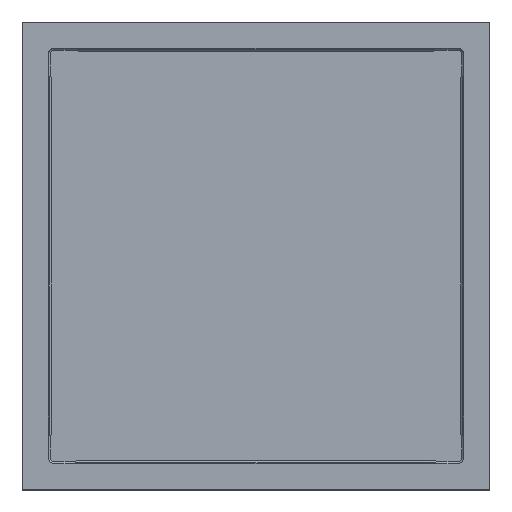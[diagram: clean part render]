
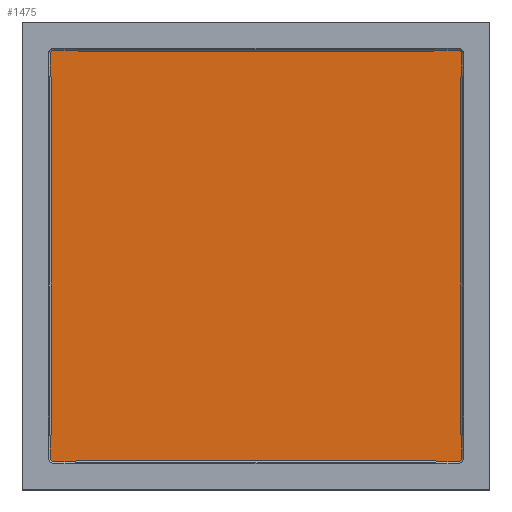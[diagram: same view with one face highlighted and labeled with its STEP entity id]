
A CAD part, top view. The second image highlights one B-rep face of the part: STEP entity #1475.
In plain terms, the highlighted planar face has unit normal (0, 0, 1).
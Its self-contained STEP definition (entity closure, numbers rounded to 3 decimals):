
#925 = VERTEX_POINT('',#926);
#926 = CARTESIAN_POINT('',(-51.8,-52.8,-15.5));
#931 = EDGE_CURVE('',#932,#925,#934,.T.);
#932 = VERTEX_POINT('',#933);
#933 = CARTESIAN_POINT('',(-52.8,-51.8,-15.5));
#934 = CIRCLE('',#935,1.);
#935 = AXIS2_PLACEMENT_3D('',#936,#937,#938);
#936 = CARTESIAN_POINT('',(-51.8,-51.8,-15.5));
#937 = DIRECTION('',(0.,0.,1.));
#938 = DIRECTION('',(1.,0.,0.));
#955 = VERTEX_POINT('',#956);
#956 = CARTESIAN_POINT('',(-49.,-52.8,-15.5));
#961 = EDGE_CURVE('',#955,#925,#962,.T.);
#962 = LINE('',#963,#964);
#963 = CARTESIAN_POINT('',(-49.,-52.8,-15.5));
#964 = VECTOR('',#965,1.);
#965 = DIRECTION('',(-1.,0.,0.));
#978 = VERTEX_POINT('',#979);
#979 = CARTESIAN_POINT('',(-45.,-52.55,-15.5));
#984 = EDGE_CURVE('',#955,#978,#985,.T.);
#985 = LINE('',#986,#987);
#986 = CARTESIAN_POINT('',(-49.,-52.8,-15.5));
#987 = VECTOR('',#988,1.);
#988 = DIRECTION('',(0.998,0.062,0.));
#1001 = VERTEX_POINT('',#1002);
#1002 = CARTESIAN_POINT('',(45.,-52.55,-15.5));
#1007 = EDGE_CURVE('',#1001,#978,#1008,.T.);
#1008 = LINE('',#1009,#1010);
#1009 = CARTESIAN_POINT('',(45.,-52.55,-15.5));
#1010 = VECTOR('',#1011,1.);
#1011 = DIRECTION('',(-1.,0.,0.));
#1024 = VERTEX_POINT('',#1025);
#1025 = CARTESIAN_POINT('',(49.,-52.8,-15.5));
#1030 = EDGE_CURVE('',#1024,#1001,#1031,.T.);
#1031 = LINE('',#1032,#1033);
#1032 = CARTESIAN_POINT('',(49.,-52.8,-15.5));
#1033 = VECTOR('',#1034,1.);
#1034 = DIRECTION('',(-0.998,0.062,0.));
#1047 = VERTEX_POINT('',#1048);
#1048 = CARTESIAN_POINT('',(51.8,-52.8,-15.5));
#1053 = EDGE_CURVE('',#1047,#1024,#1054,.T.);
#1054 = LINE('',#1055,#1056);
#1055 = CARTESIAN_POINT('',(51.8,-52.8,-15.5));
#1056 = VECTOR('',#1057,1.);
#1057 = DIRECTION('',(-1.,0.,0.));
#1070 = VERTEX_POINT('',#1071);
#1071 = CARTESIAN_POINT('',(52.8,-51.8,-15.5));
#1076 = EDGE_CURVE('',#1047,#1070,#1077,.T.);
#1077 = CIRCLE('',#1078,1.);
#1078 = AXIS2_PLACEMENT_3D('',#1079,#1080,#1081);
#1079 = CARTESIAN_POINT('',(51.8,-51.8,-15.5));
#1080 = DIRECTION('',(0.,0.,1.));
#1081 = DIRECTION('',(1.,0.,0.));
#1094 = VERTEX_POINT('',#1095);
#1095 = CARTESIAN_POINT('',(52.8,-49.,-15.5));
#1100 = EDGE_CURVE('',#1094,#1070,#1101,.T.);
#1101 = LINE('',#1102,#1103);
#1102 = CARTESIAN_POINT('',(52.8,-49.,-15.5));
#1103 = VECTOR('',#1104,1.);
#1104 = DIRECTION('',(0.,-1.,0.));
#1117 = VERTEX_POINT('',#1118);
#1118 = CARTESIAN_POINT('',(52.55,-45.,-15.5));
#1123 = EDGE_CURVE('',#1117,#1094,#1124,.T.);
#1124 = LINE('',#1125,#1126);
#1125 = CARTESIAN_POINT('',(52.55,-45.,-15.5));
#1126 = VECTOR('',#1127,1.);
#1127 = DIRECTION('',(0.062,-0.998,0.));
#1140 = VERTEX_POINT('',#1141);
#1141 = CARTESIAN_POINT('',(52.55,45.,-15.5));
#1146 = EDGE_CURVE('',#1140,#1117,#1147,.T.);
#1147 = LINE('',#1148,#1149);
#1148 = CARTESIAN_POINT('',(52.55,45.,-15.5));
#1149 = VECTOR('',#1150,1.);
#1150 = DIRECTION('',(0.,-1.,0.));
#1163 = VERTEX_POINT('',#1164);
#1164 = CARTESIAN_POINT('',(52.8,49.,-15.5));
#1169 = EDGE_CURVE('',#1163,#1140,#1170,.T.);
#1170 = LINE('',#1171,#1172);
#1171 = CARTESIAN_POINT('',(52.8,49.,-15.5));
#1172 = VECTOR('',#1173,1.);
#1173 = DIRECTION('',(-0.062,-0.998,0.));
#1186 = VERTEX_POINT('',#1187);
#1187 = CARTESIAN_POINT('',(52.8,51.8,-15.5));
#1192 = EDGE_CURVE('',#1186,#1163,#1193,.T.);
#1193 = LINE('',#1194,#1195);
#1194 = CARTESIAN_POINT('',(52.8,51.8,-15.5));
#1195 = VECTOR('',#1196,1.);
#1196 = DIRECTION('',(0.,-1.,0.));
#1209 = VERTEX_POINT('',#1210);
#1210 = CARTESIAN_POINT('',(51.8,52.8,-15.5));
#1215 = EDGE_CURVE('',#1186,#1209,#1216,.T.);
#1216 = CIRCLE('',#1217,1.);
#1217 = AXIS2_PLACEMENT_3D('',#1218,#1219,#1220);
#1218 = CARTESIAN_POINT('',(51.8,51.8,-15.5));
#1219 = DIRECTION('',(0.,0.,1.));
#1220 = DIRECTION('',(1.,0.,0.));
#1233 = VERTEX_POINT('',#1234);
#1234 = CARTESIAN_POINT('',(49.,52.8,-15.5));
#1239 = EDGE_CURVE('',#1233,#1209,#1240,.T.);
#1240 = LINE('',#1241,#1242);
#1241 = CARTESIAN_POINT('',(49.,52.8,-15.5));
#1242 = VECTOR('',#1243,1.);
#1243 = DIRECTION('',(1.,0.,0.));
#1256 = VERTEX_POINT('',#1257);
#1257 = CARTESIAN_POINT('',(45.,52.55,-15.5));
#1262 = EDGE_CURVE('',#1256,#1233,#1263,.T.);
#1263 = LINE('',#1264,#1265);
#1264 = CARTESIAN_POINT('',(45.,52.55,-15.5));
#1265 = VECTOR('',#1266,1.);
#1266 = DIRECTION('',(0.998,0.062,0.));
#1279 = VERTEX_POINT('',#1280);
#1280 = CARTESIAN_POINT('',(-45.,52.55,-15.5));
#1285 = EDGE_CURVE('',#1279,#1256,#1286,.T.);
#1286 = LINE('',#1287,#1288);
#1287 = CARTESIAN_POINT('',(-45.,52.55,-15.5));
#1288 = VECTOR('',#1289,1.);
#1289 = DIRECTION('',(1.,0.,0.));
#1302 = VERTEX_POINT('',#1303);
#1303 = CARTESIAN_POINT('',(-49.,52.8,-15.5));
#1308 = EDGE_CURVE('',#1302,#1279,#1309,.T.);
#1309 = LINE('',#1310,#1311);
#1310 = CARTESIAN_POINT('',(-49.,52.8,-15.5));
#1311 = VECTOR('',#1312,1.);
#1312 = DIRECTION('',(0.998,-0.062,0.));
#1325 = VERTEX_POINT('',#1326);
#1326 = CARTESIAN_POINT('',(-51.8,52.8,-15.5));
#1331 = EDGE_CURVE('',#1325,#1302,#1332,.T.);
#1332 = LINE('',#1333,#1334);
#1333 = CARTESIAN_POINT('',(-51.8,52.8,-15.5));
#1334 = VECTOR('',#1335,1.);
#1335 = DIRECTION('',(1.,0.,0.));
#1348 = VERTEX_POINT('',#1349);
#1349 = CARTESIAN_POINT('',(-52.8,51.8,-15.5));
#1354 = EDGE_CURVE('',#1325,#1348,#1355,.T.);
#1355 = CIRCLE('',#1356,1.);
#1356 = AXIS2_PLACEMENT_3D('',#1357,#1358,#1359);
#1357 = CARTESIAN_POINT('',(-51.8,51.8,-15.5));
#1358 = DIRECTION('',(0.,0.,1.));
#1359 = DIRECTION('',(1.,0.,0.));
#1372 = VERTEX_POINT('',#1373);
#1373 = CARTESIAN_POINT('',(-52.8,49.,-15.5));
#1378 = EDGE_CURVE('',#1372,#1348,#1379,.T.);
#1379 = LINE('',#1380,#1381);
#1380 = CARTESIAN_POINT('',(-52.8,49.,-15.5));
#1381 = VECTOR('',#1382,1.);
#1382 = DIRECTION('',(0.,1.,0.));
#1395 = VERTEX_POINT('',#1396);
#1396 = CARTESIAN_POINT('',(-52.55,45.,-15.5));
#1401 = EDGE_CURVE('',#1395,#1372,#1402,.T.);
#1402 = LINE('',#1403,#1404);
#1403 = CARTESIAN_POINT('',(-52.55,45.,-15.5));
#1404 = VECTOR('',#1405,1.);
#1405 = DIRECTION('',(-0.062,0.998,0.));
#1418 = VERTEX_POINT('',#1419);
#1419 = CARTESIAN_POINT('',(-52.55,-45.,-15.5));
#1424 = EDGE_CURVE('',#1418,#1395,#1425,.T.);
#1425 = LINE('',#1426,#1427);
#1426 = CARTESIAN_POINT('',(-52.55,-45.,-15.5));
#1427 = VECTOR('',#1428,1.);
#1428 = DIRECTION('',(0.,1.,0.));
#1441 = VERTEX_POINT('',#1442);
#1442 = CARTESIAN_POINT('',(-52.8,-49.,-15.5));
#1447 = EDGE_CURVE('',#1441,#1418,#1448,.T.);
#1448 = LINE('',#1449,#1450);
#1449 = CARTESIAN_POINT('',(-52.8,-49.,-15.5));
#1450 = VECTOR('',#1451,1.);
#1451 = DIRECTION('',(0.062,0.998,0.));
#1464 = EDGE_CURVE('',#932,#1441,#1465,.T.);
#1465 = LINE('',#1466,#1467);
#1466 = CARTESIAN_POINT('',(-52.8,-51.8,-15.5));
#1467 = VECTOR('',#1468,1.);
#1468 = DIRECTION('',(0.,1.,0.));
#1475 = ADVANCED_FACE('',(#1476),#1502,.T.);
#1476 = FACE_BOUND('',#1477,.T.);
#1477 = EDGE_LOOP('',(#1478,#1479,#1480,#1481,#1482,#1483,#1484,#1485,
    #1486,#1487,#1488,#1489,#1490,#1491,#1492,#1493,#1494,#1495,#1496,
    #1497,#1498,#1499,#1500,#1501));
#1478 = ORIENTED_EDGE('',*,*,#1331,.F.);
#1479 = ORIENTED_EDGE('',*,*,#1354,.T.);
#1480 = ORIENTED_EDGE('',*,*,#1378,.F.);
#1481 = ORIENTED_EDGE('',*,*,#1401,.F.);
#1482 = ORIENTED_EDGE('',*,*,#1424,.F.);
#1483 = ORIENTED_EDGE('',*,*,#1447,.F.);
#1484 = ORIENTED_EDGE('',*,*,#1464,.F.);
#1485 = ORIENTED_EDGE('',*,*,#931,.T.);
#1486 = ORIENTED_EDGE('',*,*,#961,.F.);
#1487 = ORIENTED_EDGE('',*,*,#984,.T.);
#1488 = ORIENTED_EDGE('',*,*,#1007,.F.);
#1489 = ORIENTED_EDGE('',*,*,#1030,.F.);
#1490 = ORIENTED_EDGE('',*,*,#1053,.F.);
#1491 = ORIENTED_EDGE('',*,*,#1076,.T.);
#1492 = ORIENTED_EDGE('',*,*,#1100,.F.);
#1493 = ORIENTED_EDGE('',*,*,#1123,.F.);
#1494 = ORIENTED_EDGE('',*,*,#1146,.F.);
#1495 = ORIENTED_EDGE('',*,*,#1169,.F.);
#1496 = ORIENTED_EDGE('',*,*,#1192,.F.);
#1497 = ORIENTED_EDGE('',*,*,#1215,.T.);
#1498 = ORIENTED_EDGE('',*,*,#1239,.F.);
#1499 = ORIENTED_EDGE('',*,*,#1262,.F.);
#1500 = ORIENTED_EDGE('',*,*,#1285,.F.);
#1501 = ORIENTED_EDGE('',*,*,#1308,.F.);
#1502 = PLANE('',#1503);
#1503 = AXIS2_PLACEMENT_3D('',#1504,#1505,#1506);
#1504 = CARTESIAN_POINT('',(0.,0.,-15.5));
#1505 = DIRECTION('',(0.,0.,1.));
#1506 = DIRECTION('',(1.,0.,0.));
